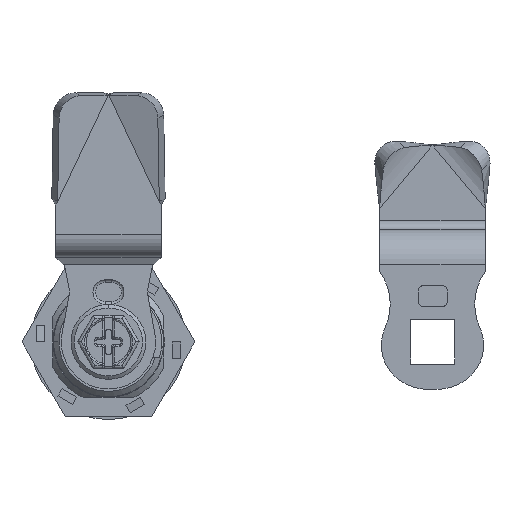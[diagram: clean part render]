
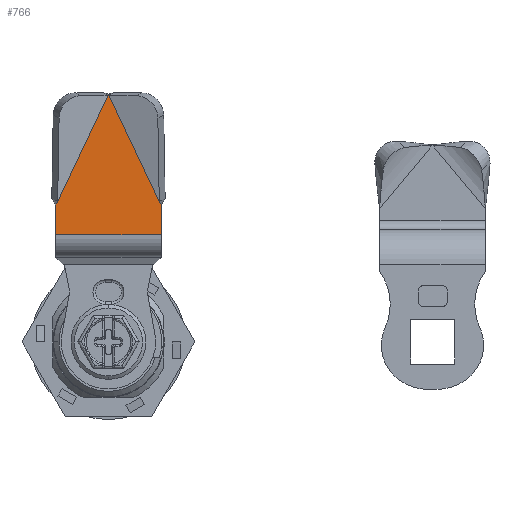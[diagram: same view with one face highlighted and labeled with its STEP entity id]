
A CAD part, front view. The second image highlights one B-rep face of the part: STEP entity #766.
In plain terms, the highlighted planar face has unit normal (0, -1, 0).
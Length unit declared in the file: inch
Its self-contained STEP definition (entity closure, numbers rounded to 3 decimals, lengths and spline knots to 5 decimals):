
#76 = PLANE ( 'NONE',  #8005 ) ;
#393 = ORIENTED_EDGE ( 'NONE', *, *, #3706, .T. ) ;
#410 = DIRECTION ( 'NONE',  ( 0.429, 0., -0.903 ) ) ;
#542 = DIRECTION ( 'NONE',  ( -0.429, 0., 0.903 ) ) ;
#596 = DIRECTION ( 'NONE',  ( 0.429, 0., 0.903 ) ) ;
#766 = ADVANCED_FACE ( 'NONE', ( #20867 ), #76, .T. ) ;
#805 = CARTESIAN_POINT ( 'NONE',  ( -0.36061, -1.33674, 0.99876 ) ) ;
#914 = EDGE_CURVE ( 'NONE', #17846, #24340, #4369, .T. ) ;
#2319 = VERTEX_POINT ( 'NONE', #17768 ) ;
#2357 = ORIENTED_EDGE ( 'NONE', *, *, #10033, .F. ) ;
#2529 = DIRECTION ( 'NONE',  ( 0.429, 0., -0.903 ) ) ;
#2545 = VECTOR ( 'NONE', #2529, 39.37008 ) ;
#2576 = DIRECTION ( 'NONE',  ( 1., 0., 0. ) ) ;
#2789 = DIRECTION ( 'NONE',  ( 0., 0., 1. ) ) ;
#3706 = EDGE_CURVE ( 'NONE', #2319, #13923, #19054, .T. ) ;
#3995 = EDGE_CURVE ( 'NONE', #2319, #14036, #11796, .T. ) ;
#4168 = LINE ( 'NONE', #19285, #12051 ) ;
#4369 = LINE ( 'NONE', #19121, #19802 ) ;
#4559 = CARTESIAN_POINT ( 'NONE',  ( 0.36055, -1.33674, 0.99876 ) ) ;
#4904 = CARTESIAN_POINT ( 'NONE',  ( -0.00003, -1.33674, 1.75787 ) ) ;
#6036 = CARTESIAN_POINT ( 'NONE',  ( 0.003, -1.33674, 1.75149 ) ) ;
#6513 = CARTESIAN_POINT ( 'NONE',  ( -0.00104, -1.33674, 1.75575 ) ) ;
#6849 = ORIENTED_EDGE ( 'NONE', *, *, #21337, .F. ) ;
#7238 = ORIENTED_EDGE ( 'NONE', *, *, #23284, .F. ) ;
#7951 = ORIENTED_EDGE ( 'NONE', *, *, #3995, .F. ) ;
#8005 = AXIS2_PLACEMENT_3D ( 'NONE', #15389, #13412, #9859 ) ;
#9551 = VERTEX_POINT ( 'NONE', #4904 ) ;
#9859 = DIRECTION ( 'NONE',  ( 0., 0., -1. ) ) ;
#10022 = CARTESIAN_POINT ( 'NONE',  ( 0.37398, -1.33674, 0.75919 ) ) ;
#10033 = EDGE_CURVE ( 'NONE', #17846, #14607, #13688, .T. ) ;
#10121 = LINE ( 'NONE', #17259, #16981 ) ;
#10161 = EDGE_CURVE ( 'NONE', #14607, #13242, #10121, .T. ) ;
#10198 = ORIENTED_EDGE ( 'NONE', *, *, #17106, .F. ) ;
#10475 = B_SPLINE_CURVE_WITH_KNOTS ( 'NONE', 3,
 ( #16430, #20016, #6513, #16324 ),
 .UNSPECIFIED., .F., .F.,
 ( 4, 4 ),
 ( 0., 1. ),
 .UNSPECIFIED. ) ;
#11796 = LINE ( 'NONE', #19328, #2545 ) ;
#11878 = VECTOR ( 'NONE', #542, 39.37008 ) ;
#12051 = VECTOR ( 'NONE', #410, 39.37008 ) ;
#13242 = VERTEX_POINT ( 'NONE', #24059 ) ;
#13245 = ORIENTED_EDGE ( 'NONE', *, *, #914, .T. ) ;
#13412 = DIRECTION ( 'NONE',  ( 0., -1., 0. ) ) ;
#13520 = CARTESIAN_POINT ( 'NONE',  ( 0.37398, -1.33674, 0.97047 ) ) ;
#13648 = DIRECTION ( 'NONE',  ( 0., 0., -1. ) ) ;
#13688 = LINE ( 'NONE', #19611, #16573 ) ;
#13749 = CARTESIAN_POINT ( 'NONE',  ( -0.37405, -1.33674, 0.75919 ) ) ;
#13890 = DIRECTION ( 'NONE',  ( 0.429, 0., 0.903 ) ) ;
#13923 = VERTEX_POINT ( 'NONE', #6036 ) ;
#14036 = VERTEX_POINT ( 'NONE', #23765 ) ;
#14128 = CARTESIAN_POINT ( 'NONE',  ( -0.00306, -1.33674, 1.75149 ) ) ;
#14607 = VERTEX_POINT ( 'NONE', #15728 ) ;
#15118 = VERTEX_POINT ( 'NONE', #14128 ) ;
#15389 = CARTESIAN_POINT ( 'NONE',  ( -0.00003, -1.33674, -0.20287 ) ) ;
#15728 = CARTESIAN_POINT ( 'NONE',  ( -0.37405, -1.33674, 0.97047 ) ) ;
#15807 = VECTOR ( 'NONE', #13648, 39.37008 ) ;
#16324 = CARTESIAN_POINT ( 'NONE',  ( -0.00003, -1.33674, 1.75787 ) ) ;
#16430 = CARTESIAN_POINT ( 'NONE',  ( -0.00306, -1.33674, 1.75149 ) ) ;
#16573 = VECTOR ( 'NONE', #2789, 39.37008 ) ;
#16981 = VECTOR ( 'NONE', #596, 39.37008 ) ;
#17106 = EDGE_CURVE ( 'NONE', #15118, #9551, #10475, .T. ) ;
#17259 = CARTESIAN_POINT ( 'NONE',  ( -0.37405, -1.33674, 0.97047 ) ) ;
#17592 = LINE ( 'NONE', #805, #18864 ) ;
#17768 = CARTESIAN_POINT ( 'NONE',  ( 0.36055, -1.33674, 0.99876 ) ) ;
#17837 = EDGE_CURVE ( 'NONE', #9551, #13923, #4168, .T. ) ;
#17846 = VERTEX_POINT ( 'NONE', #13749 ) ;
#18864 = VECTOR ( 'NONE', #13890, 39.37008 ) ;
#19054 = LINE ( 'NONE', #4559, #11878 ) ;
#19121 = CARTESIAN_POINT ( 'NONE',  ( -0.37405, -1.33674, 0.75919 ) ) ;
#19267 = ORIENTED_EDGE ( 'NONE', *, *, #10161, .F. ) ;
#19285 = CARTESIAN_POINT ( 'NONE',  ( -0.00003, -1.33674, 1.75787 ) ) ;
#19328 = CARTESIAN_POINT ( 'NONE',  ( 0.36055, -1.33674, 0.99876 ) ) ;
#19611 = CARTESIAN_POINT ( 'NONE',  ( -0.37405, -1.33674, 0.75919 ) ) ;
#19802 = VECTOR ( 'NONE', #2576, 39.37008 ) ;
#19807 = EDGE_LOOP ( 'NONE', ( #7238, #7951, #393, #24126, #10198, #6849, #19267, #2357, #13245 ) ) ;
#20016 = CARTESIAN_POINT ( 'NONE',  ( -0.00205, -1.33674, 1.75362 ) ) ;
#20867 = FACE_OUTER_BOUND ( 'NONE', #19807, .T. ) ;
#21337 = EDGE_CURVE ( 'NONE', #13242, #15118, #17592, .T. ) ;
#22902 = LINE ( 'NONE', #13520, #15807 ) ;
#23284 = EDGE_CURVE ( 'NONE', #14036, #24340, #22902, .T. ) ;
#23765 = CARTESIAN_POINT ( 'NONE',  ( 0.37398, -1.33674, 0.97047 ) ) ;
#24059 = CARTESIAN_POINT ( 'NONE',  ( -0.36061, -1.33674, 0.99876 ) ) ;
#24126 = ORIENTED_EDGE ( 'NONE', *, *, #17837, .F. ) ;
#24340 = VERTEX_POINT ( 'NONE', #10022 ) ;
